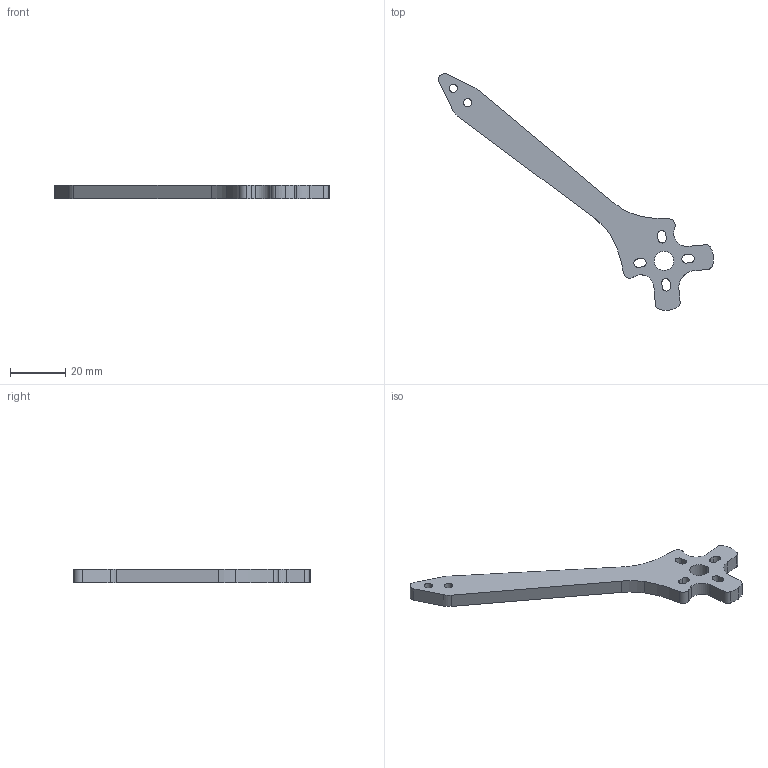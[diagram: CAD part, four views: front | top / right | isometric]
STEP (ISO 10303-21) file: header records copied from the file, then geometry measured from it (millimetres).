
FILE_DESCRIPTION((''),'2;1');
FILE_NAME('SOURCEONE_ARMS_1_3','2023-02-05T13:55:14',('Richi'),(''),'CREO PARAMETRIC BY PTC INC, 2018500','CREO PARAMETRIC BY PTC INC, 2018500','');
FILE_SCHEMA(('CONFIG_CONTROL_DESIGN'));
Length unit declared in the file: millimetre
Products named in the file (1): SOURCEONE_ARMS_1_3
Bounding box: 99.84 x 85.92 x 5 mm (x, y, z)
Volume: 7096.6 mm3; surface area: 4725.1 mm2
Topology: 1 solids, 1 shells, 53 faces, 181 edges, 130 vertices
Faces by surface type: cylinder 34, plane 19
Entity records: 2121 total; most frequent: DIRECTION 383, CARTESIAN_POINT 364, ORIENTED_EDGE 362, EDGE_CURVE 181, AXIS2_PLACEMENT_3D 149, VERTEX_POINT 130, CIRCLE 96, VECTOR 85
